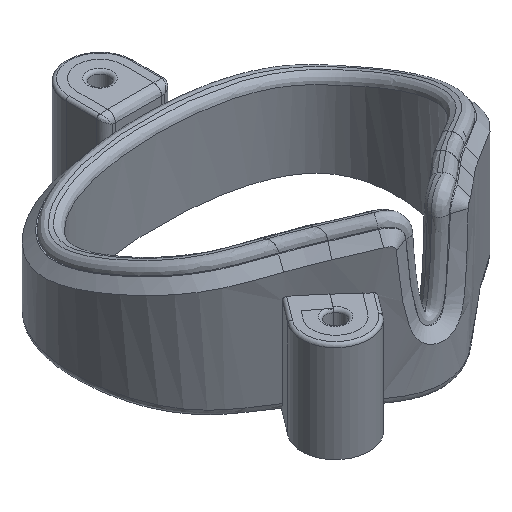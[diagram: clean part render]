
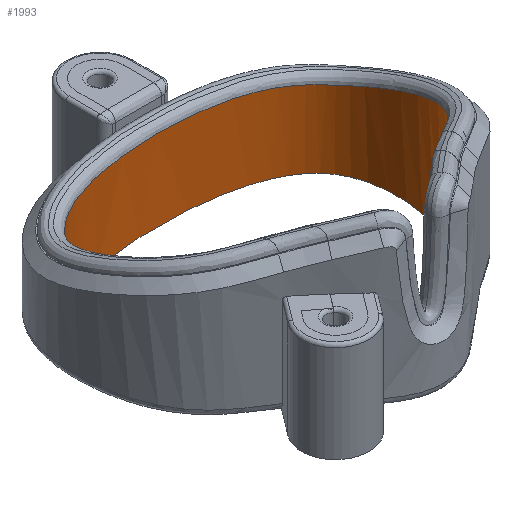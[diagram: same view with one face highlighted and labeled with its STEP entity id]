
A CAD part, isometric view. The second image highlights one B-rep face of the part: STEP entity #1993.
In plain terms, the highlighted free-form (B-spline) face has degree [3, 1] with [23, 2] control points.
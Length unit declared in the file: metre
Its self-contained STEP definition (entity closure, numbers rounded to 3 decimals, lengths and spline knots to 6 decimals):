
#195=B_SPLINE_CURVE_WITH_KNOTS('',3,(#3696,#3697,#3698,#3699,#3700,#3701,
#3702,#3703,#3704,#3705,#3706,#3707,#3708,#3709,#3710,#3711,#3712,#3713,
#3714,#3715,#3716,#3717,#3718,#3719,#3720,#3721,#3722,#3723,#3724,#3725,
#3726),.UNSPECIFIED.,.F.,.F.,(4,1,1,1,1,1,1,1,1,1,1,1,1,1,1,1,1,1,1,1,1,
1,1,1,1,1,1,1,4),(0.,0.002629,0.005258,0.007886,
0.010515,0.015773,0.018402,0.02103,
0.023659,0.026288,0.028917,0.031545,
0.034174,0.036803,0.042061,0.047318,
0.049947,0.052576,0.055205,0.057833,
0.060462,0.063091,0.06572,0.068349,
0.070977,0.073606,0.078864,0.081492,
0.084121),.UNSPECIFIED.);
#196=B_SPLINE_CURVE_WITH_KNOTS('',3,(#3730,#3731,#3732,#3733,#3734,#3735,
#3736,#3737,#3738,#3739,#3740,#3741,#3742),.UNSPECIFIED.,.T.,.F.,(1,3,1,
1,1,1,1,1,1,1,1,3,1),(-0.123861,0.,0.123861,0.216091,
0.308321,0.401805,0.5,0.598195,0.691679,
0.783909,0.876139,1.,1.123861),.UNSPECIFIED.);
#445=ORIENTED_EDGE('',*,*,#1003,.F.);
#446=ORIENTED_EDGE('',*,*,#1004,.T.);
#447=ORIENTED_EDGE('',*,*,#1005,.T.);
#448=ORIENTED_EDGE('',*,*,#1006,.F.);
#1003=EDGE_CURVE('',#1291,#1292,#1461,.T.);
#1004=EDGE_CURVE('',#1291,#1293,#195,.T.);
#1005=EDGE_CURVE('',#1293,#1294,#1462,.T.);
#1006=EDGE_CURVE('',#1292,#1294,#196,.T.);
#1291=VERTEX_POINT('',#3694);
#1292=VERTEX_POINT('',#3695);
#1293=VERTEX_POINT('',#3727);
#1294=VERTEX_POINT('',#3729);
#1461=LINE('',#3693,#1574);
#1462=LINE('',#3728,#1575);
#1574=VECTOR('',#2323,1.);
#1575=VECTOR('',#2324,1.);
#1697=EDGE_LOOP('',(#445,#446,#447,#448));
#1829=FACE_BOUND('',#1697,.T.);
#1935=B_SPLINE_SURFACE_WITH_KNOTS('',3,1,((#3647,#3648),(#3649,#3650),(#3651,
#3652),(#3653,#3654),(#3655,#3656),(#3657,#3658),(#3659,#3660),(#3661,#3662),
(#3663,#3664),(#3665,#3666),(#3667,#3668),(#3669,#3670),(#3671,#3672),(#3673,
#3674),(#3675,#3676),(#3677,#3678),(#3679,#3680),(#3681,#3682),(#3683,#3684),
(#3685,#3686),(#3687,#3688),(#3689,#3690),(#3691,#3692)),
 .SURF_OF_LINEAR_EXTRUSION.,.F.,.F.,.F.,(4,1,1,1,1,1,1,1,1,1,1,1,1,1,1,
1,1,1,1,1,4),(2,2),(0.637829,0.6831,0.705736,
0.728371,0.773643,0.818914,0.864186,
0.886821,0.909457,0.954729,1.,
1.045271,1.090543,1.113179,1.135814,1.181086,
1.226357,1.271629,1.294264,1.3169,1.362171),
(0.,1.),.UNSPECIFIED.);
#1993=ADVANCED_FACE('',(#1829),#1935,.T.);
#2323=DIRECTION('',(0.,0.,-1.));
#2324=DIRECTION('',(0.,0.,-1.));
#3647=CARTESIAN_POINT('',(0.01207,-0.009131,0.016623));
#3648=CARTESIAN_POINT('',(0.01207,-0.009131,0.));
#3649=CARTESIAN_POINT('',(0.013365,-0.008291,0.016623));
#3650=CARTESIAN_POINT('',(0.013365,-0.008291,0.));
#3651=CARTESIAN_POINT('',(0.015184,-0.007103,0.016623));
#3652=CARTESIAN_POINT('',(0.015184,-0.007103,0.));
#3653=CARTESIAN_POINT('',(0.016971,-0.004868,0.016623));
#3654=CARTESIAN_POINT('',(0.016971,-0.004868,0.));
#3655=CARTESIAN_POINT('',(0.018299,-0.002181,0.016623));
#3656=CARTESIAN_POINT('',(0.018299,-0.002181,0.));
#3657=CARTESIAN_POINT('',(0.019147,0.001739,0.016623));
#3658=CARTESIAN_POINT('',(0.019147,0.001739,0.));
#3659=CARTESIAN_POINT('',(0.019076,0.00661,0.016623));
#3660=CARTESIAN_POINT('',(0.019076,0.00661,0.));
#3661=CARTESIAN_POINT('',(0.017663,0.010197,0.016623));
#3662=CARTESIAN_POINT('',(0.017663,0.010197,0.));
#3663=CARTESIAN_POINT('',(0.015317,0.012401,0.016623));
#3664=CARTESIAN_POINT('',(0.015317,0.012401,0.));
#3665=CARTESIAN_POINT('',(0.012166,0.014108,0.016623));
#3666=CARTESIAN_POINT('',(0.012166,0.014108,0.));
#3667=CARTESIAN_POINT('',(0.007064,0.015411,0.016623));
#3668=CARTESIAN_POINT('',(0.007064,0.015411,0.));
#3669=CARTESIAN_POINT('',(0.,0.015857,0.016623));
#3670=CARTESIAN_POINT('',(0.,0.015857,0.));
#3671=CARTESIAN_POINT('',(-0.007064,0.015411,0.016623));
#3672=CARTESIAN_POINT('',(-0.007064,0.015411,0.));
#3673=CARTESIAN_POINT('',(-0.012166,0.014108,0.016623));
#3674=CARTESIAN_POINT('',(-0.012166,0.014108,0.));
#3675=CARTESIAN_POINT('',(-0.015317,0.012401,0.016623));
#3676=CARTESIAN_POINT('',(-0.015317,0.012401,0.));
#3677=CARTESIAN_POINT('',(-0.017663,0.010197,0.016623));
#3678=CARTESIAN_POINT('',(-0.017663,0.010197,0.));
#3679=CARTESIAN_POINT('',(-0.019076,0.00661,0.016623));
#3680=CARTESIAN_POINT('',(-0.019076,0.00661,0.));
#3681=CARTESIAN_POINT('',(-0.019147,0.001739,0.016623));
#3682=CARTESIAN_POINT('',(-0.019147,0.001739,0.));
#3683=CARTESIAN_POINT('',(-0.018299,-0.002181,0.016623));
#3684=CARTESIAN_POINT('',(-0.018299,-0.002181,0.));
#3685=CARTESIAN_POINT('',(-0.016971,-0.004868,0.016623));
#3686=CARTESIAN_POINT('',(-0.016971,-0.004868,0.));
#3687=CARTESIAN_POINT('',(-0.015184,-0.007103,0.016623));
#3688=CARTESIAN_POINT('',(-0.015184,-0.007103,0.));
#3689=CARTESIAN_POINT('',(-0.013365,-0.008291,0.016623));
#3690=CARTESIAN_POINT('',(-0.013365,-0.008291,0.));
#3691=CARTESIAN_POINT('',(-0.01207,-0.009131,0.016623));
#3692=CARTESIAN_POINT('',(-0.01207,-0.009131,0.));
#3693=CARTESIAN_POINT('',(0.01207,-0.009131,0.022));
#3694=CARTESIAN_POINT('',(0.01207,-0.009131,0.016524));
#3695=CARTESIAN_POINT('',(0.01207,-0.009131,0.));
#3696=CARTESIAN_POINT('',(0.01207,-0.009131,0.016524));
#3697=CARTESIAN_POINT('',(0.012796,-0.00866,0.01636));
#3698=CARTESIAN_POINT('',(0.01424,-0.007723,0.016032));
#3699=CARTESIAN_POINT('',(0.016185,-0.00601,0.015395));
#3700=CARTESIAN_POINT('',(0.017535,-0.003879,0.0146));
#3701=CARTESIAN_POINT('',(0.01871,-0.000737,0.01347));
#3702=CARTESIAN_POINT('',(0.01914,0.00253,0.012269));
#3703=CARTESIAN_POINT('',(0.018991,0.005855,0.011084));
#3704=CARTESIAN_POINT('',(0.018419,0.008332,0.010307));
#3705=CARTESIAN_POINT('',(0.01718,0.010676,0.009887));
#3706=CARTESIAN_POINT('',(0.015208,0.012487,0.009986));
#3707=CARTESIAN_POINT('',(0.012876,0.0137,0.010157));
#3708=CARTESIAN_POINT('',(0.010368,0.014547,0.01029));
#3709=CARTESIAN_POINT('',(0.007821,0.015108,0.010379));
#3710=CARTESIAN_POINT('',(0.004362,0.01559,0.010455));
#3711=CARTESIAN_POINT('',(-0.000024,0.015787,0.010486));
#3712=CARTESIAN_POINT('',(-0.004369,0.015589,0.010455));
#3713=CARTESIAN_POINT('',(-0.00785,0.015103,0.010379));
#3714=CARTESIAN_POINT('',(-0.01041,0.014535,0.010288));
#3715=CARTESIAN_POINT('',(-0.012893,0.013693,0.010156));
#3716=CARTESIAN_POINT('',(-0.015241,0.012466,0.009983));
#3717=CARTESIAN_POINT('',(-0.017201,0.010647,0.009889));
#3718=CARTESIAN_POINT('',(-0.018431,0.0083,0.010316));
#3719=CARTESIAN_POINT('',(-0.018993,0.005825,0.011095));
#3720=CARTESIAN_POINT('',(-0.019105,0.003353,0.011974));
#3721=CARTESIAN_POINT('',(-0.018914,0.000883,0.012879));
#3722=CARTESIAN_POINT('',(-0.018253,-0.002313,0.014035));
#3723=CARTESIAN_POINT('',(-0.016844,-0.005424,0.015174));
#3724=CARTESIAN_POINT('',(-0.014246,-0.007719,0.016032));
#3725=CARTESIAN_POINT('',(-0.012797,-0.008659,0.01636));
#3726=CARTESIAN_POINT('',(-0.01207,-0.009131,0.016524));
#3727=CARTESIAN_POINT('',(-0.01207,-0.009131,0.016524));
#3728=CARTESIAN_POINT('',(-0.01207,-0.009131,0.022));
#3729=CARTESIAN_POINT('',(-0.01207,-0.009131,0.));
#3730=CARTESIAN_POINT('',(0.,0.015708,0.));
#3731=CARTESIAN_POINT('',(-0.006442,0.015708,0.));
#3732=CARTESIAN_POINT('',(-0.01768,0.013766,0.));
#3733=CARTESIAN_POINT('',(-0.019814,0.002858,0.));
#3734=CARTESIAN_POINT('',(-0.017074,-0.006987,0.));
#3735=CARTESIAN_POINT('',(-0.008311,-0.010555,0.));
#3736=CARTESIAN_POINT('',(0.,-0.021227,0.));
#3737=CARTESIAN_POINT('',(0.008311,-0.010555,0.));
#3738=CARTESIAN_POINT('',(0.017074,-0.006987,0.));
#3739=CARTESIAN_POINT('',(0.019814,0.002858,0.));
#3740=CARTESIAN_POINT('',(0.01768,0.013766,0.));
#3741=CARTESIAN_POINT('',(0.006442,0.015708,0.));
#3742=CARTESIAN_POINT('',(0.,0.015708,0.));
